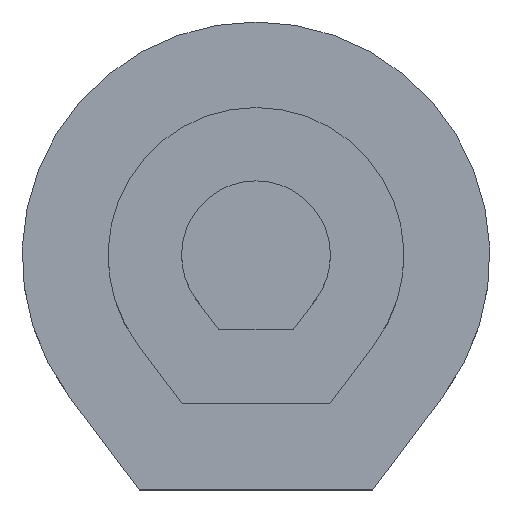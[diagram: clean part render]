
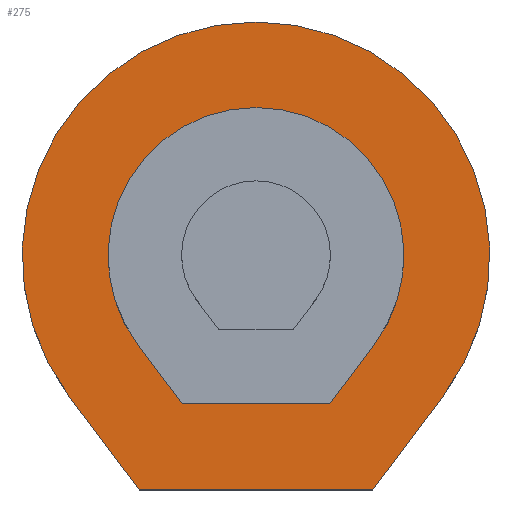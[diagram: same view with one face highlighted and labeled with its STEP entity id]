
A CAD part, top view. The second image highlights one B-rep face of the part: STEP entity #275.
In plain terms, the highlighted planar face has unit normal (0, 0, 1).
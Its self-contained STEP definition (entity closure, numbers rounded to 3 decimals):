
#16=FACE_BOUND('',#48,.T.);
#30=FACE_OUTER_BOUND('',#47,.T.);
#47=EDGE_LOOP('',(#224,#225,#226,#227));
#48=EDGE_LOOP('',(#228,#229,#230,#231));
#57=CIRCLE('',#304,4.175);
#58=CIRCLE('',#310,6.6);
#72=LINE('',#430,#102);
#75=LINE('',#436,#105);
#78=LINE('',#441,#108);
#80=LINE('',#449,#110);
#81=LINE('',#451,#111);
#82=LINE('',#452,#112);
#102=VECTOR('',#353,10.);
#105=VECTOR('',#358,10.);
#108=VECTOR('',#363,10.);
#110=VECTOR('',#371,10.);
#111=VECTOR('',#372,10.);
#112=VECTOR('',#373,10.);
#130=VERTEX_POINT('',#423);
#131=VERTEX_POINT('',#425);
#132=VERTEX_POINT('',#429);
#134=VERTEX_POINT('',#435);
#136=VERTEX_POINT('',#445);
#137=VERTEX_POINT('',#446);
#138=VERTEX_POINT('',#448);
#139=VERTEX_POINT('',#450);
#158=EDGE_CURVE('',#131,#130,#57,.T.);
#160=EDGE_CURVE('',#130,#132,#72,.T.);
#163=EDGE_CURVE('',#132,#134,#75,.T.);
#166=EDGE_CURVE('',#134,#131,#78,.T.);
#168=EDGE_CURVE('',#136,#137,#58,.T.);
#169=EDGE_CURVE('',#138,#137,#80,.T.);
#170=EDGE_CURVE('',#138,#139,#81,.T.);
#171=EDGE_CURVE('',#139,#136,#82,.T.);
#224=ORIENTED_EDGE('',*,*,#168,.T.);
#225=ORIENTED_EDGE('',*,*,#169,.F.);
#226=ORIENTED_EDGE('',*,*,#170,.T.);
#227=ORIENTED_EDGE('',*,*,#171,.T.);
#228=ORIENTED_EDGE('',*,*,#160,.T.);
#229=ORIENTED_EDGE('',*,*,#163,.T.);
#230=ORIENTED_EDGE('',*,*,#166,.T.);
#231=ORIENTED_EDGE('',*,*,#158,.T.);
#260=PLANE('',#309);
#275=ADVANCED_FACE('',(#30,#16),#260,.T.);
#304=AXIS2_PLACEMENT_3D('',#426,#348,#349);
#309=AXIS2_PLACEMENT_3D('',#444,#367,#368);
#310=AXIS2_PLACEMENT_3D('',#447,#369,#370);
#348=DIRECTION('center_axis',(0.,0.,-1.));
#349=DIRECTION('ref_axis',(-1.,0.,0.));
#353=DIRECTION('',(-0.6,-0.8,0.));
#358=DIRECTION('',(-1.,0.,0.));
#363=DIRECTION('',(-0.6,0.8,0.));
#367=DIRECTION('center_axis',(0.,0.,1.));
#368=DIRECTION('ref_axis',(1.,0.,0.));
#369=DIRECTION('center_axis',(0.,0.,1.));
#370=DIRECTION('ref_axis',(1.,0.,0.));
#371=DIRECTION('',(-0.6,0.8,0.));
#372=DIRECTION('',(1.,0.,0.));
#373=DIRECTION('',(0.6,0.8,0.));
#423=CARTESIAN_POINT('',(3.34,-2.505,5.));
#425=CARTESIAN_POINT('',(-3.34,-2.505,5.));
#426=CARTESIAN_POINT('Origin',(0.,0.,5.));
#429=CARTESIAN_POINT('',(2.088,-4.175,5.));
#430=CARTESIAN_POINT('',(2.714,-3.34,5.));
#435=CARTESIAN_POINT('',(-2.088,-4.175,5.));
#436=CARTESIAN_POINT('',(-1.044,-4.175,5.));
#441=CARTESIAN_POINT('',(-3.34,-2.505,5.));
#444=CARTESIAN_POINT('Origin',(0.,0.,5.));
#445=CARTESIAN_POINT('',(5.28,-3.96,5.));
#446=CARTESIAN_POINT('',(-5.28,-3.96,5.));
#447=CARTESIAN_POINT('Origin',(0.,0.,5.));
#448=CARTESIAN_POINT('',(-3.3,-6.6,5.));
#449=CARTESIAN_POINT('',(-3.3,-6.6,5.));
#450=CARTESIAN_POINT('',(3.3,-6.6,5.));
#451=CARTESIAN_POINT('',(0.,-6.6,5.));
#452=CARTESIAN_POINT('',(3.3,-6.6,5.));
